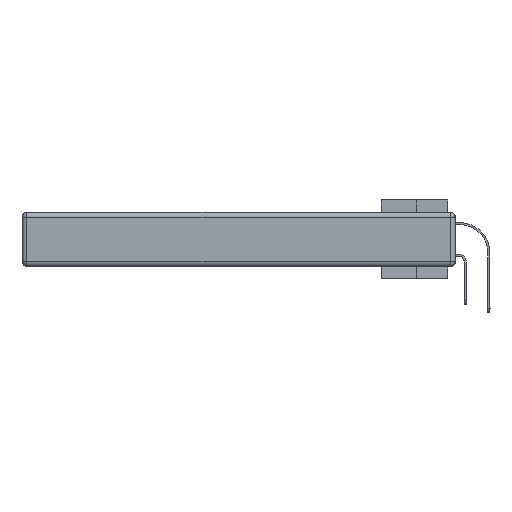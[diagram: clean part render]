
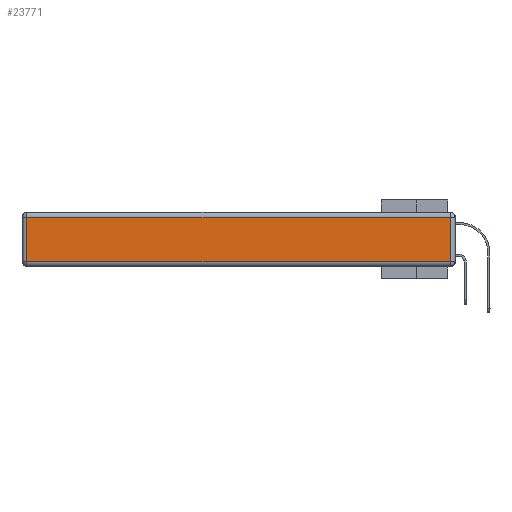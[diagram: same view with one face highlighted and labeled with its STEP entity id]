
A CAD part, left-side view. The second image highlights one B-rep face of the part: STEP entity #23771.
In plain terms, the highlighted planar face has unit normal (-1, 0, 0).
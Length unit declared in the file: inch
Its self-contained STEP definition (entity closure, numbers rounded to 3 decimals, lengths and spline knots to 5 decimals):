
#495 = CARTESIAN_POINT ( 'NONE',  ( 0., 2.72, -0.03 ) ) ;
#700 = VERTEX_POINT ( 'NONE', #3251 ) ;
#1100 = LINE ( 'NONE', #27522, #3920 ) ;
#1970 = EDGE_CURVE ( 'NONE', #8902, #21093, #12903, .T. ) ;
#3251 = CARTESIAN_POINT ( 'NONE',  ( 0., 0.03, -0.03 ) ) ;
#3344 = CARTESIAN_POINT ( 'NONE',  ( 0., 0.03, -0.343 ) ) ;
#3500 = VECTOR ( 'NONE', #32692, 39.37008 ) ;
#3920 = VECTOR ( 'NONE', #6411, 39.37008 ) ;
#5183 = CARTESIAN_POINT ( 'NONE',  ( 0., 2.72, -0.343 ) ) ;
#5396 = VECTOR ( 'NONE', #15330, 39.37008 ) ;
#5927 = LINE ( 'NONE', #3344, #3500 ) ;
#6411 = DIRECTION ( 'NONE',  ( 0., -1., 0. ) ) ;
#6577 = EDGE_CURVE ( 'NONE', #700, #8902, #22738, .T. ) ;
#7538 = DIRECTION ( 'NONE',  ( -1., 0., 0. ) ) ;
#8902 = VERTEX_POINT ( 'NONE', #495 ) ;
#9866 = CARTESIAN_POINT ( 'NONE',  ( 0., 2.75, -0.03 ) ) ;
#10355 = VECTOR ( 'NONE', #12597, 39.37008 ) ;
#12597 = DIRECTION ( 'NONE',  ( 0., 1., 0. ) ) ;
#12903 = LINE ( 'NONE', #5183, #5396 ) ;
#13304 = EDGE_CURVE ( 'NONE', #21093, #27170, #1100, .T. ) ;
#14112 = EDGE_CURVE ( 'NONE', #27170, #700, #5927, .T. ) ;
#15330 = DIRECTION ( 'NONE',  ( 0., 0., -1. ) ) ;
#17617 = ORIENTED_EDGE ( 'NONE', *, *, #1970, .T. ) ;
#17993 = DIRECTION ( 'NONE',  ( 0., 0., 1. ) ) ;
#18172 = PLANE ( 'NONE',  #19461 ) ;
#19461 = AXIS2_PLACEMENT_3D ( 'NONE', #28971, #7538, #17993 ) ;
#20363 = CARTESIAN_POINT ( 'NONE',  ( 0., 2.72, -0.313 ) ) ;
#21093 = VERTEX_POINT ( 'NONE', #20363 ) ;
#22738 = LINE ( 'NONE', #9866, #10355 ) ;
#22989 = CARTESIAN_POINT ( 'NONE',  ( 0., 0.03, -0.313 ) ) ;
#23771 = ADVANCED_FACE ( 'NONE', ( #29143 ), #18172, .T. ) ;
#26275 = ORIENTED_EDGE ( 'NONE', *, *, #6577, .T. ) ;
#27170 = VERTEX_POINT ( 'NONE', #22989 ) ;
#27522 = CARTESIAN_POINT ( 'NONE',  ( 0., 0., -0.313 ) ) ;
#28816 = ORIENTED_EDGE ( 'NONE', *, *, #13304, .T. ) ;
#28971 = CARTESIAN_POINT ( 'NONE',  ( 0., 0., -0.343 ) ) ;
#29143 = FACE_OUTER_BOUND ( 'NONE', #31871, .T. ) ;
#31871 = EDGE_LOOP ( 'NONE', ( #28816, #32786, #26275, #17617 ) ) ;
#32692 = DIRECTION ( 'NONE',  ( 0., 0., 1. ) ) ;
#32786 = ORIENTED_EDGE ( 'NONE', *, *, #14112, .T. ) ;
